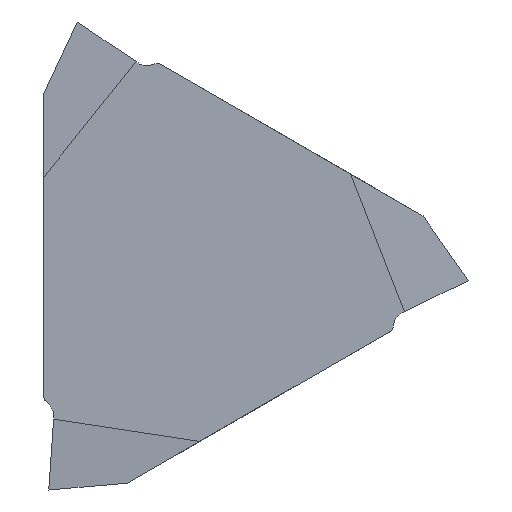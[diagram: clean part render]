
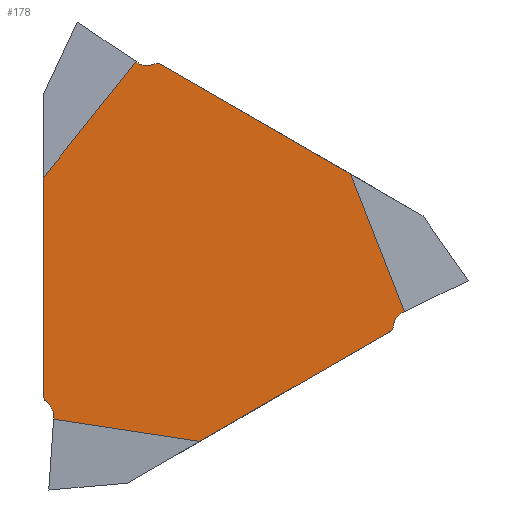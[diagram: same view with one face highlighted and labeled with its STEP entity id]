
A CAD part, left-side view. The second image highlights one B-rep face of the part: STEP entity #178.
In plain terms, the highlighted planar face has unit normal (-1, 0, 0).
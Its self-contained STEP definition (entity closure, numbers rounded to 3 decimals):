
#141=ELLIPSE('',#1843,0.251,0.25);
#142=ELLIPSE('',#1844,0.702,0.7);
#143=ELLIPSE('',#1845,0.251,0.25);
#144=ELLIPSE('',#1846,0.702,0.7);
#145=ELLIPSE('',#1847,0.251,0.25);
#146=ELLIPSE('',#1848,0.702,0.7);
#178=ADVANCED_FACE('',(#329),#282,.T.);
#282=PLANE('',#1849);
#329=FACE_OUTER_BOUND('',#433,.T.);
#433=EDGE_LOOP('',(#797,#798,#799,#800,#801,#802,#803,#804,#805,#806,#807,
#808,#809,#810,#811,#812,#813,#814));
#539=LINE('',#2526,#665);
#542=LINE('',#2532,#668);
#543=LINE('',#2537,#669);
#544=LINE('',#2540,#670);
#545=LINE('',#2542,#671);
#546=LINE('',#2546,#672);
#547=LINE('',#2550,#673);
#548=LINE('',#2552,#674);
#549=LINE('',#2554,#675);
#550=LINE('',#2558,#676);
#551=LINE('',#2562,#677);
#552=LINE('',#2564,#678);
#665=VECTOR('',#2024,1.);
#668=VECTOR('',#2029,1.);
#669=VECTOR('',#2032,1.);
#670=VECTOR('',#2035,1.);
#671=VECTOR('',#2036,1.);
#672=VECTOR('',#2039,1.);
#673=VECTOR('',#2042,1.);
#674=VECTOR('',#2043,1.);
#675=VECTOR('',#2044,1.);
#676=VECTOR('',#2047,1.);
#677=VECTOR('',#2050,1.);
#678=VECTOR('',#2051,1.);
#797=ORIENTED_EDGE('',*,*,#1496,.T.);
#798=ORIENTED_EDGE('',*,*,#1497,.T.);
#799=ORIENTED_EDGE('',*,*,#1498,.T.);
#800=ORIENTED_EDGE('',*,*,#1499,.F.);
#801=ORIENTED_EDGE('',*,*,#1493,.T.);
#802=ORIENTED_EDGE('',*,*,#1500,.F.);
#803=ORIENTED_EDGE('',*,*,#1501,.T.);
#804=ORIENTED_EDGE('',*,*,#1502,.T.);
#805=ORIENTED_EDGE('',*,*,#1503,.T.);
#806=ORIENTED_EDGE('',*,*,#1504,.F.);
#807=ORIENTED_EDGE('',*,*,#1505,.T.);
#808=ORIENTED_EDGE('',*,*,#1506,.F.);
#809=ORIENTED_EDGE('',*,*,#1507,.T.);
#810=ORIENTED_EDGE('',*,*,#1508,.T.);
#811=ORIENTED_EDGE('',*,*,#1509,.T.);
#812=ORIENTED_EDGE('',*,*,#1510,.F.);
#813=ORIENTED_EDGE('',*,*,#1511,.T.);
#814=ORIENTED_EDGE('',*,*,#1512,.F.);
#1328=VERTEX_POINT('',#2525);
#1329=VERTEX_POINT('',#2527);
#1331=VERTEX_POINT('',#2533);
#1332=VERTEX_POINT('',#2534);
#1333=VERTEX_POINT('',#2536);
#1334=VERTEX_POINT('',#2538);
#1335=VERTEX_POINT('',#2541);
#1336=VERTEX_POINT('',#2543);
#1337=VERTEX_POINT('',#2545);
#1338=VERTEX_POINT('',#2547);
#1339=VERTEX_POINT('',#2549);
#1340=VERTEX_POINT('',#2551);
#1341=VERTEX_POINT('',#2553);
#1342=VERTEX_POINT('',#2555);
#1343=VERTEX_POINT('',#2557);
#1344=VERTEX_POINT('',#2559);
#1345=VERTEX_POINT('',#2561);
#1346=VERTEX_POINT('',#2563);
#1493=EDGE_CURVE('',#1329,#1328,#539,.T.);
#1496=EDGE_CURVE('',#1331,#1332,#542,.T.);
#1497=EDGE_CURVE('',#1332,#1333,#141,.T.);
#1498=EDGE_CURVE('',#1333,#1334,#543,.T.);
#1499=EDGE_CURVE('',#1329,#1334,#142,.T.);
#1500=EDGE_CURVE('',#1335,#1328,#544,.T.);
#1501=EDGE_CURVE('',#1335,#1336,#545,.T.);
#1502=EDGE_CURVE('',#1336,#1337,#143,.T.);
#1503=EDGE_CURVE('',#1337,#1338,#546,.T.);
#1504=EDGE_CURVE('',#1339,#1338,#144,.T.);
#1505=EDGE_CURVE('',#1339,#1340,#547,.T.);
#1506=EDGE_CURVE('',#1341,#1340,#548,.T.);
#1507=EDGE_CURVE('',#1341,#1342,#549,.T.);
#1508=EDGE_CURVE('',#1342,#1343,#145,.T.);
#1509=EDGE_CURVE('',#1343,#1344,#550,.T.);
#1510=EDGE_CURVE('',#1345,#1344,#146,.T.);
#1511=EDGE_CURVE('',#1345,#1346,#551,.T.);
#1512=EDGE_CURVE('',#1331,#1346,#552,.T.);
#1843=AXIS2_PLACEMENT_3D('',#2535,#2030,#2031);
#1844=AXIS2_PLACEMENT_3D('',#2539,#2033,#2034);
#1845=AXIS2_PLACEMENT_3D('',#2544,#2037,#2038);
#1846=AXIS2_PLACEMENT_3D('',#2548,#2040,#2041);
#1847=AXIS2_PLACEMENT_3D('',#2556,#2045,#2046);
#1848=AXIS2_PLACEMENT_3D('',#2560,#2048,#2049);
#1849=AXIS2_PLACEMENT_3D('',#2565,#2052,#2053);
#2024=DIRECTION('',(0.,0.07,-0.998));
#2029=DIRECTION('',(0.,0.,-1.));
#2030=DIRECTION('',(-1.,0.,0.));
#2031=DIRECTION('',(0.,0.,-1.));
#2032=DIRECTION('',(0.,-0.707,-0.707));
#2033=DIRECTION('',(-1.,0.,0.));
#2034=DIRECTION('',(0.,0.447,-0.895));
#2035=DIRECTION('',(0.,0.989,0.151));
#2036=DIRECTION('',(0.,-0.866,0.5));
#2037=DIRECTION('',(-1.,0.,0.));
#2038=DIRECTION('',(0.,-0.866,0.5));
#2039=DIRECTION('',(0.,-0.259,0.966));
#2040=DIRECTION('',(-1.,0.,0.));
#2041=DIRECTION('',(0.,-0.998,0.06));
#2042=DIRECTION('',(0.,-0.899,0.438));
#2043=DIRECTION('',(0.,-0.364,-0.931));
#2044=DIRECTION('',(0.,0.866,0.5));
#2045=DIRECTION('',(-1.,0.,0.));
#2046=DIRECTION('',(0.,0.866,0.5));
#2047=DIRECTION('',(0.,0.966,-0.259));
#2048=DIRECTION('',(-1.,0.,0.));
#2049=DIRECTION('',(0.,0.551,0.834));
#2050=DIRECTION('',(0.,0.829,0.559));
#2051=DIRECTION('',(0.,-0.625,0.781));
#2052=DIRECTION('',(-1.,0.,0.));
#2053=DIRECTION('',(0.,0.,1.));
#2525=CARTESIAN_POINT('',(0.,6.646,-7.128));
#2526=CARTESIAN_POINT('',(0.,6.118,0.428));
#2527=CARTESIAN_POINT('',(0.,6.639,-7.019));
#2532=CARTESIAN_POINT('',(0.,7.1,12.298));
#2533=CARTESIAN_POINT('',(0.,7.1,4.009));
#2534=CARTESIAN_POINT('',(0.,7.1,-6.112));
#2535=CARTESIAN_POINT('',(0.,6.85,-6.112));
#2536=CARTESIAN_POINT('',(0.,7.026,-6.29));
#2537=CARTESIAN_POINT('',(0.,6.658,-6.658));
#2538=CARTESIAN_POINT('',(0.,6.842,-6.474));
#2539=CARTESIAN_POINT('',(0.,7.337,-6.972));
#2540=CARTESIAN_POINT('',(0.,1.213,-7.956));
#2541=CARTESIAN_POINT('',(0.,-0.078,-8.153));
#2542=CARTESIAN_POINT('',(0.,7.1,-12.298));
#2543=CARTESIAN_POINT('',(0.,-8.843,-3.093));
#2544=CARTESIAN_POINT('',(0.,-8.718,-2.876));
#2545=CARTESIAN_POINT('',(0.,-8.96,-2.94));
#2546=CARTESIAN_POINT('',(0.,-9.095,-2.437));
#2547=CARTESIAN_POINT('',(0.,-9.028,-2.688));
#2548=CARTESIAN_POINT('',(0.,-9.706,-2.868));
#2549=CARTESIAN_POINT('',(0.,-9.398,-2.24));
#2550=CARTESIAN_POINT('',(0.,-2.688,-5.512));
#2551=CARTESIAN_POINT('',(0.,-9.496,-2.192));
#2552=CARTESIAN_POINT('',(0.,-7.497,2.928));
#2553=CARTESIAN_POINT('',(0.,-7.022,4.144));
#2554=CARTESIAN_POINT('',(0.,-14.2,0.));
#2555=CARTESIAN_POINT('',(0.,1.743,9.205));
#2556=CARTESIAN_POINT('',(0.,1.868,8.988));
#2557=CARTESIAN_POINT('',(0.,1.934,9.23));
#2558=CARTESIAN_POINT('',(0.,2.437,9.095));
#2559=CARTESIAN_POINT('',(0.,2.186,9.162));
#2560=CARTESIAN_POINT('',(0.,2.369,9.84));
#2561=CARTESIAN_POINT('',(0.,2.759,9.259));
#2562=CARTESIAN_POINT('',(0.,-3.429,5.084));
#2563=CARTESIAN_POINT('',(0.,2.85,9.32));
#2564=CARTESIAN_POINT('',(0.,6.284,5.029));
#2565=CARTESIAN_POINT('',(0.,0.,0.));
